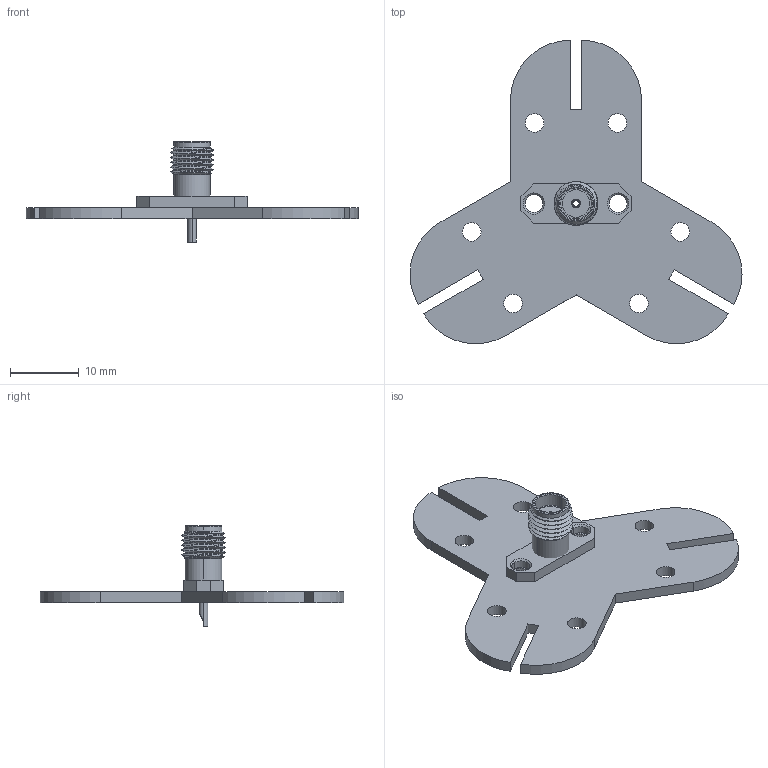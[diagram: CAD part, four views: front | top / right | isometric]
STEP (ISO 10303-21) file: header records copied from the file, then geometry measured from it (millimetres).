
FILE_DESCRIPTION(('KiCad electronic assembly'),'2;1');
FILE_NAME('tri-slot-hub.step','2020-02-27T16:25:49',('An Author'),( 'A Company'),'Open CASCADE STEP processor 6.9', 'KiCad to STEP converter','Unknown');
FILE_SCHEMA(('AUTOMOTIVE_DESIGN { 1 0 10303 214 1 1 1 1 }'));
Length unit declared in the file: millimetre
Products named in the file (4): Open CASCADE STEP translator 6.9 1; 32K701-200E3; COMPOUND
Assembly tree (3 placements, depth 3):
  Open CASCADE STEP translator 6.9 1
    32K701-200E3
      COMPOUND
    COMPOUND
Bounding box: 48.16 x 44.04 x 14.6 mm (x, y, z)
Volume: 2102 mm3; surface area: 3293 mm2
Topology: 3 solids, 3 shells, 125 faces, 309 edges, 194 vertices
Faces by surface type: cylinder 68, plane 35, cone 14, torus 4, bspline 4
Full cylindrical faces by diameter (mm): 1.4 x1, 2.7 x8
Entity records: 11745 total; most frequent: CARTESIAN_POINT 5634, DIRECTION 1058, ORIENTED_EDGE 618, PCURVE 618, DEFINITIONAL_REPRESENTATION 618, LINE 587, VECTOR 587, EDGE_CURVE 309
